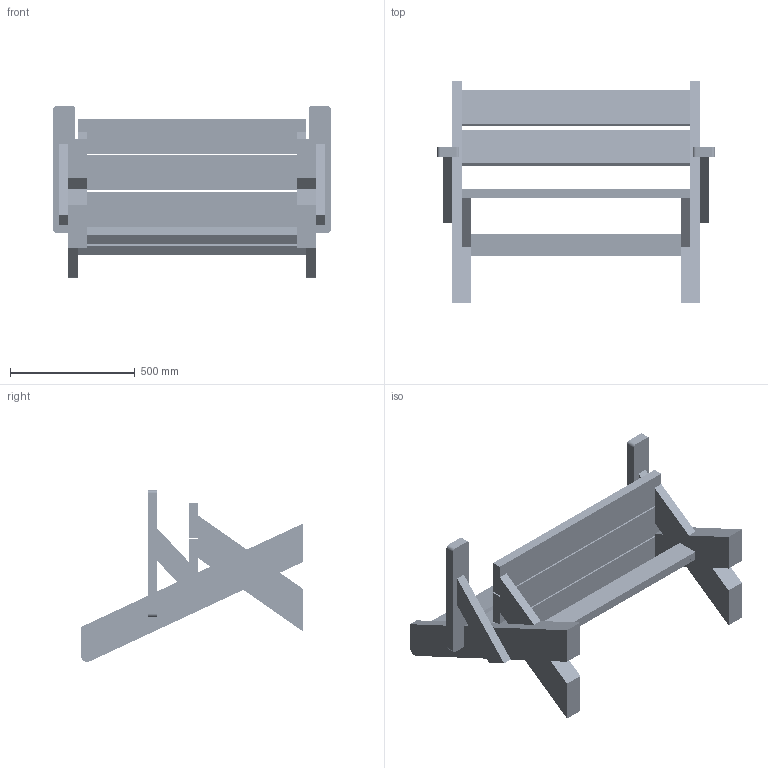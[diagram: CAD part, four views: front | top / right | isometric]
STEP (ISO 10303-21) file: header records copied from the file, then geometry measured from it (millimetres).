
FILE_DESCRIPTION(/* description */ (''),/* implementation_level */ '2;1');
FILE_NAME(/* name */ '2X6 BENCH.stp',/* time_stamp */ '2024-01-26T09:09:59-05:00',/* author */ ('Mark Nguyen'),/* organization */ (''),/* preprocessor_version */ 'ST-DEVELOPER v17',/* originating_system */ 'Autodesk Inventor 2019',/* authorisation */ '');
FILE_SCHEMA (('AUTOMOTIVE_DESIGN { 1 0 10303 214 3 1 1 }'));
Length unit declared in the file: inch
Products named in the file (15): FINISHED BENCH; ADDING BACK BOARDS; ADDING SEAT BOARDS AND CONNECTOR; ASSEMBLE THE LEG; ASSEMBLE THE LEG - OPPOSITE; LONG LEG; SHORT LEG; SUPPORTING LEG INSIDE; SUPPORTING LEG OUTSIDE; SUPPORTING SEAT INSIDE; LEG CONNECTOR; SEAT-BACK BOARD; ARMREST SUPPORT; ARMREST; 2 1-2 in Wood Screw
Assembly tree (68 placements, depth 5):
  FINISHED BENCH
    ADDING BACK BOARDS
      ADDING SEAT BOARDS AND CONNECTOR
        ASSEMBLE THE LEG
          2 1-2 in Wood Screw  x10
          LONG LEG
          SHORT LEG
          SUPPORTING LEG INSIDE
          SUPPORTING LEG OUTSIDE
          SUPPORTING SEAT INSIDE
        ASSEMBLE THE LEG - OPPOSITE
          LONG LEG
          SHORT LEG
          SUPPORTING LEG INSIDE
          SUPPORTING LEG OUTSIDE
          SUPPORTING SEAT INSIDE
        LEG CONNECTOR
        SEAT-BACK BOARD  x3
        2 1-2 in Wood Screw  x16
      SEAT-BACK BOARD  x2
      2 1-2 in Wood Screw  x8
    ARMREST SUPPORT  x2
    ARMREST  x2
    2 1-2 in Wood Screw  x10
Bounding box: 1111.76 x 889 x 687.68 mm (x, y, z)
Volume: 53845251.4 mm3; surface area: 3924871.3 mm2
Topology: 64 solids, 64 shells, 4532 faces, 13080 edges, 8676 vertices
Faces by surface type: cylinder 2604, plane 1268, cone 440, bspline 220
Full cylindrical faces by diameter (mm): 2.812 x1144, 4.166 x1232, 8.433 x44
Entity records: 11541 total; most frequent: CARTESIAN_POINT 6991, ORIENTED_EDGE 832, DIRECTION 785, EDGE_CURVE 416, VERTEX_POINT 277, AXIS2_PLACEMENT_3D 264, LINE 257, VECTOR 257
